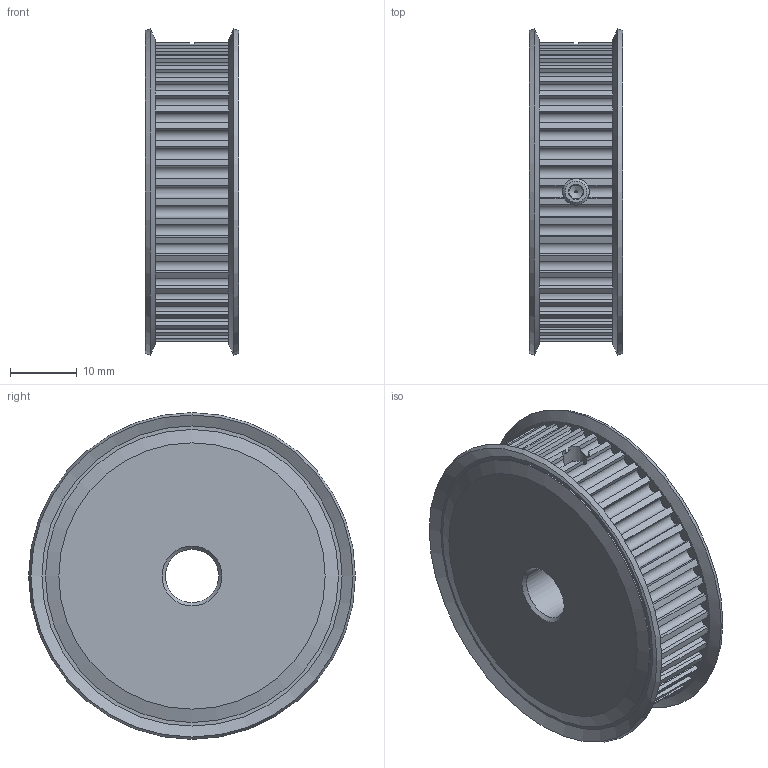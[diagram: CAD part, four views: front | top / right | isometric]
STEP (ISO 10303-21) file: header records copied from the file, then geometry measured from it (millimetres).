
FILE_DESCRIPTION(('FreeCAD Model'),'2;1');
FILE_NAME('Open CASCADE Shape Model','2024-11-09T20:20:01',(''),(''), 'Open CASCADE STEP processor 7.6','FreeCAD','Unknown');
FILE_SCHEMA(('CONFIG_CONTROL_DESIGN','SHAPE_APPEARANCE_LAYER_MIM'));
Length unit declared in the file: millimetre
Products named in the file (4): HTD_3M_48_Tooth_Hubless_Pulley_8mm_Bore; Cut001; M4x10-Screw; M4x10-Screw001
Assembly tree (3 placements, depth 2):
  HTD_3M_48_Tooth_Hubless_Pulley_8mm_Bore
    Cut001
    M4x10-Screw
    M4x10-Screw001
Bounding box: 14 x 49.07 x 49.07 mm (x, y, z)
Volume: 20408.7 mm3; surface area: 8381.8 mm2
Topology: 3 solids, 3 shells, 255 faces, 1007 edges, 761 vertices
Faces by surface type: plane 128, cylinder 109, cone 18
Full cylindrical faces by diameter (mm): 4 x4, 8 x1, 44 x2
Entity records: 27787 total; most frequent: CARTESIAN_POINT 8073, DIRECTION 3750, ORIENTED_EDGE 2014, PCURVE 2014, DEFINITIONAL_REPRESENTATION 2014, LINE 1626, VECTOR 1626, EDGE_CURVE 1007
